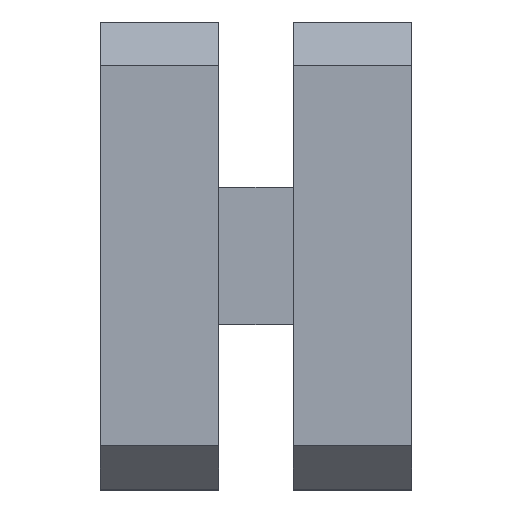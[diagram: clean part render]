
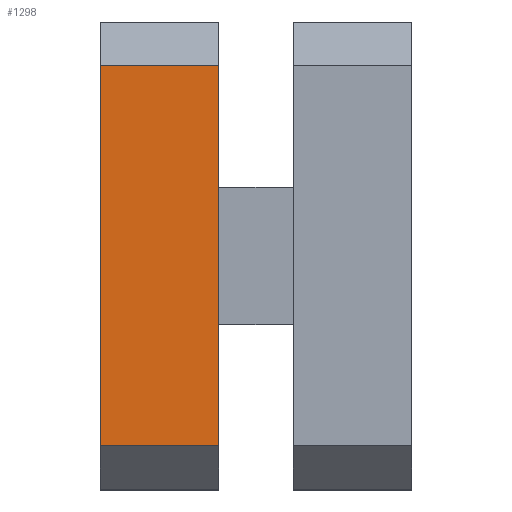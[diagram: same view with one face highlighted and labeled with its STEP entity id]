
A CAD part, top view. The second image highlights one B-rep face of the part: STEP entity #1298.
In plain terms, the highlighted planar face has unit normal (0, 0, 1).
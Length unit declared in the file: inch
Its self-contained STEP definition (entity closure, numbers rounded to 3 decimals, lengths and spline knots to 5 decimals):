
#60 = EDGE_CURVE ( 'NONE', #232, #1533, #699, .T. ) ;
#84 = DIRECTION ( 'NONE',  ( -1., 0., 0. ) ) ;
#93 = CARTESIAN_POINT ( 'NONE',  ( 0.19, 0.305, 0.375 ) ) ;
#123 = CARTESIAN_POINT ( 'NONE',  ( 0.19, -0.375, 0.375 ) ) ;
#232 = VERTEX_POINT ( 'NONE', #1097 ) ;
#292 = VECTOR ( 'NONE', #725, 39.37008 ) ;
#293 = CARTESIAN_POINT ( 'NONE',  ( 0., -0.375, 0.375 ) ) ;
#390 = AXIS2_PLACEMENT_3D ( 'NONE', #1641, #492, #84 ) ;
#479 = EDGE_CURVE ( 'NONE', #1246, #1022, #1282, .T. ) ;
#492 = DIRECTION ( 'NONE',  ( 0., 0., -1. ) ) ;
#544 = CARTESIAN_POINT ( 'NONE',  ( 0.19, -0.305, 0.375 ) ) ;
#565 = CARTESIAN_POINT ( 'NONE',  ( 0., -0.305, 0.375 ) ) ;
#625 = EDGE_CURVE ( 'NONE', #1246, #232, #972, .T. ) ;
#645 = DIRECTION ( 'NONE',  ( 0., -1., 0. ) ) ;
#699 = LINE ( 'NONE', #293, #722 ) ;
#722 = VECTOR ( 'NONE', #1193, 39.37008 ) ;
#725 = DIRECTION ( 'NONE',  ( -1., 0., 0. ) ) ;
#742 = FACE_OUTER_BOUND ( 'NONE', #857, .T. ) ;
#817 = LINE ( 'NONE', #544, #1096 ) ;
#857 = EDGE_LOOP ( 'NONE', ( #929, #1571, #1210, #1661 ) ) ;
#929 = ORIENTED_EDGE ( 'NONE', *, *, #60, .T. ) ;
#972 = LINE ( 'NONE', #1479, #292 ) ;
#976 = EDGE_CURVE ( 'NONE', #1533, #1022, #817, .T. ) ;
#1022 = VERTEX_POINT ( 'NONE', #1118 ) ;
#1063 = DIRECTION ( 'NONE',  ( 1., 0., 0. ) ) ;
#1096 = VECTOR ( 'NONE', #1063, 39.37008 ) ;
#1097 = CARTESIAN_POINT ( 'NONE',  ( 0., 0.305, 0.375 ) ) ;
#1118 = CARTESIAN_POINT ( 'NONE',  ( 0.19, -0.305, 0.375 ) ) ;
#1193 = DIRECTION ( 'NONE',  ( 0., -1., 0. ) ) ;
#1210 = ORIENTED_EDGE ( 'NONE', *, *, #479, .F. ) ;
#1246 = VERTEX_POINT ( 'NONE', #93 ) ;
#1282 = LINE ( 'NONE', #123, #1551 ) ;
#1298 = ADVANCED_FACE ( 'NONE', ( #742 ), #1530, .F. ) ;
#1479 = CARTESIAN_POINT ( 'NONE',  ( 0.19, 0.305, 0.375 ) ) ;
#1530 = PLANE ( 'NONE',  #390 ) ;
#1533 = VERTEX_POINT ( 'NONE', #565 ) ;
#1551 = VECTOR ( 'NONE', #645, 39.37008 ) ;
#1571 = ORIENTED_EDGE ( 'NONE', *, *, #976, .T. ) ;
#1641 = CARTESIAN_POINT ( 'NONE',  ( 0.19, -0.375, 0.375 ) ) ;
#1661 = ORIENTED_EDGE ( 'NONE', *, *, #625, .T. ) ;
